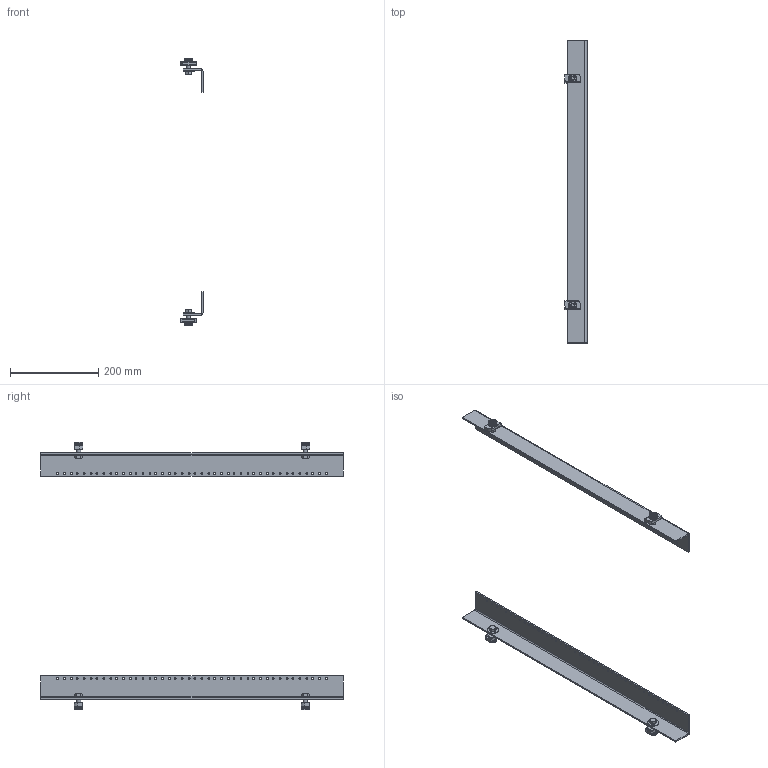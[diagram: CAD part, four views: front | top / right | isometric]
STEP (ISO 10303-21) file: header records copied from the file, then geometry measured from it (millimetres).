
FILE_DESCRIPTION(/* description */ ('RACK ANGLE, WC14, 27"'),/* implementation_level */ '2;1');
FILE_NAME(/* name */ 'WC14R.stp',/* time_stamp */ '2016-10-13T08:01:30-05:00',/* author */ ('mraetz'),/* organization */ (''),/* preprocessor_version */ 'ST-DEVELOPER v16.1',/* originating_system */ 'Autodesk Inventor 2016',/* authorisation */ '');
FILE_SCHEMA (('AUTOMOTIVE_DESIGN { 1 0 10303 214 3 1 1 }'));
Length unit declared in the file: inch
Products named in the file (8): WC14R; 34967_PIECE; Compress Spring13; Compress Spring3; 34967; 39066; HFW3024; WC14R_1
Assembly tree (17 placements, depth 4):
  WC14R_1
    WC14R  x2
    34967  x4
      34967_PIECE
      Compress Spring3
        Compress Spring13
    39066  x4
    HFW3024  x4
Bounding box: 50.01 x 685.8 x 607.57 mm (x, y, z)
Volume: 466457.7 mm3; surface area: 290441.7 mm2
Topology: 18 solids, 18 shells, 548 faces, 1336 edges, 836 vertices
Faces by surface type: plane 324, cylinder 136, bspline 44, cone 40, torus 4
Full cylindrical faces by diameter (mm): 4.039 x84, 7.798 x4, 9.525 x4, 11.125 x4, 12.7 x4, 14.275 x4, 25.4 x4
Entity records: 6264 total; most frequent: CARTESIAN_POINT 2093, DIRECTION 850, ORIENTED_EDGE 714, EDGE_CURVE 357, AXIS2_PLACEMENT_3D 346, EDGE_LOOP 315, VERTEX_POINT 258, FACE_OUTER_BOUND 166
